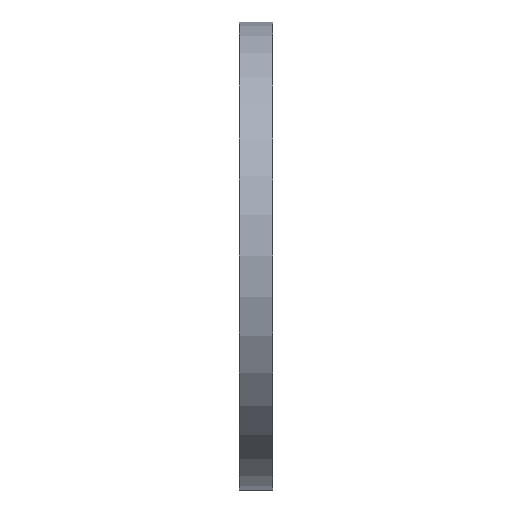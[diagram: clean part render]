
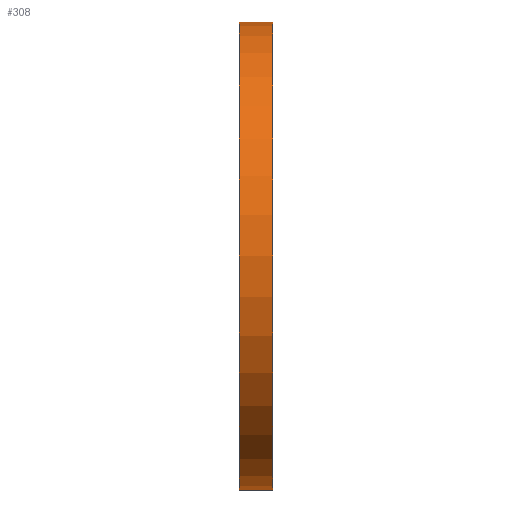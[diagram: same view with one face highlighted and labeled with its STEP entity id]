
A CAD part, left-side view. The second image highlights one B-rep face of the part: STEP entity #308.
In plain terms, the highlighted cylindrical face has radius 170 mm (diameter 340 mm), a partial arc.
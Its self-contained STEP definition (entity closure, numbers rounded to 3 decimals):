
#39 = VERTEX_POINT ( 'NONE', #713 ) ;
#55 = AXIS2_PLACEMENT_3D ( 'NONE', #811, #122, #533 ) ;
#110 = VECTOR ( 'NONE', #611, 1000. ) ;
#116 = CYLINDRICAL_SURFACE ( 'NONE', #55, 170. ) ;
#122 = DIRECTION ( 'NONE',  ( 0., 1., 0. ) ) ;
#142 = DIRECTION ( 'NONE',  ( 0., 0., 1. ) ) ;
#163 = VERTEX_POINT ( 'NONE', #386 ) ;
#184 = CIRCLE ( 'NONE', #381, 170. ) ;
#275 = CARTESIAN_POINT ( 'NONE',  ( 0., 24., -170. ) ) ;
#279 = CARTESIAN_POINT ( 'NONE',  ( 0., 24., 170. ) ) ;
#308 = ADVANCED_FACE ( 'NONE', ( #876 ), #116, .T. ) ;
#342 = EDGE_CURVE ( 'NONE', #686, #660, #671, .T. ) ;
#381 = AXIS2_PLACEMENT_3D ( 'NONE', #689, #821, #142 ) ;
#386 = CARTESIAN_POINT ( 'NONE',  ( 0., 0., -170. ) ) ;
#397 = DIRECTION ( 'NONE',  ( 0., 1., 0. ) ) ;
#406 = EDGE_CURVE ( 'NONE', #163, #39, #184, .T. ) ;
#412 = VECTOR ( 'NONE', #460, 1000. ) ;
#430 = ORIENTED_EDGE ( 'NONE', *, *, #466, .F. ) ;
#442 = CARTESIAN_POINT ( 'NONE',  ( 0., 34.695, 170. ) ) ;
#460 = DIRECTION ( 'NONE',  ( 0., 1., 0. ) ) ;
#461 = ORIENTED_EDGE ( 'NONE', *, *, #342, .F. ) ;
#466 = EDGE_CURVE ( 'NONE', #163, #686, #753, .T. ) ;
#474 = CARTESIAN_POINT ( 'NONE',  ( 0., 34.695, -170. ) ) ;
#533 = DIRECTION ( 'NONE',  ( 0., 0., 1. ) ) ;
#575 = ORIENTED_EDGE ( 'NONE', *, *, #406, .T. ) ;
#611 = DIRECTION ( 'NONE',  ( 0., 1., 0. ) ) ;
#660 = VERTEX_POINT ( 'NONE', #279 ) ;
#662 = DIRECTION ( 'NONE',  ( 0., 0., 1. ) ) ;
#671 = CIRCLE ( 'NONE', #748, 170. ) ;
#686 = VERTEX_POINT ( 'NONE', #275 ) ;
#689 = CARTESIAN_POINT ( 'NONE',  ( 0., 0., 0. ) ) ;
#713 = CARTESIAN_POINT ( 'NONE',  ( 0., 0., 170. ) ) ;
#723 = LINE ( 'NONE', #442, #412 ) ;
#742 = CARTESIAN_POINT ( 'NONE',  ( 0., 24., 0. ) ) ;
#748 = AXIS2_PLACEMENT_3D ( 'NONE', #742, #397, #662 ) ;
#751 = EDGE_CURVE ( 'NONE', #39, #660, #723, .T. ) ;
#753 = LINE ( 'NONE', #474, #110 ) ;
#766 = EDGE_LOOP ( 'NONE', ( #430, #575, #855, #461 ) ) ;
#811 = CARTESIAN_POINT ( 'NONE',  ( 0., 34.695, 0. ) ) ;
#821 = DIRECTION ( 'NONE',  ( 0., 1., 0. ) ) ;
#855 = ORIENTED_EDGE ( 'NONE', *, *, #751, .T. ) ;
#876 = FACE_OUTER_BOUND ( 'NONE', #766, .T. ) ;
